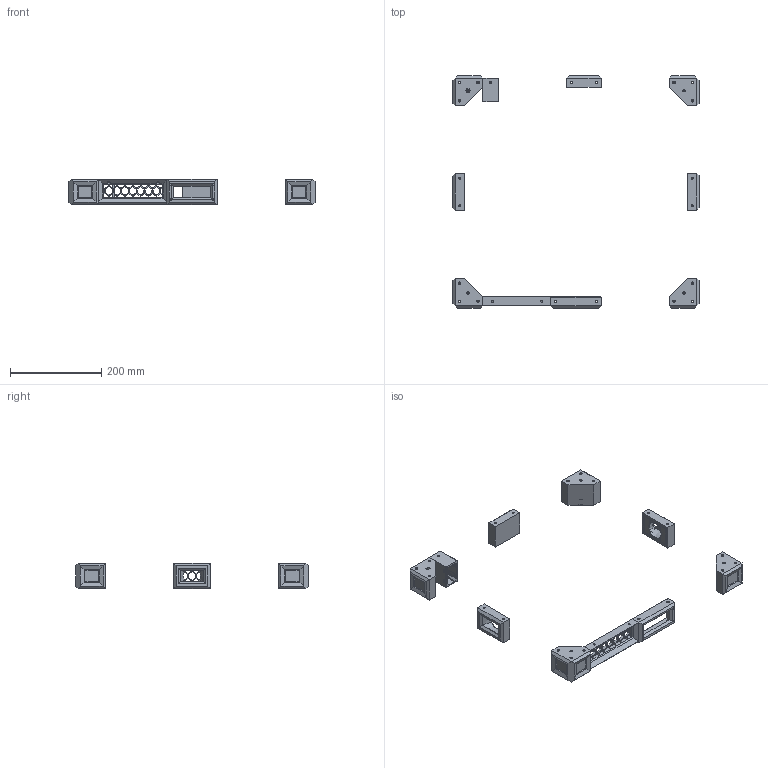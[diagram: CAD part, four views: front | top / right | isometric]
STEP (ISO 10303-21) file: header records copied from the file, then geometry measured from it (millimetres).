
FILE_DESCRIPTION(/* description */ (''),/* implementation_level */ '2;1');
FILE_NAME(/* name */ 'VZbot_Skirts v22.step',/* time_stamp */ '2022-09-14T11:46:38-07:00',/* author */ (''),/* organization */ (''),/* preprocessor_version */ 'ST-DEVELOPER v19',/* originating_system */ 'Autodesk Translation Framework v11.7.0.108',/* authorisation */ '');
FILE_SCHEMA (('AUTOMOTIVE_DESIGN { 1 0 10303 214 3 1 1 }'));
Products named in the file (8): VZbot_Skirts; Display_shroud; Foot 1; Skirt; Fan Duct; Power_Inlet_x1; Middle_Rear_Filler; Fan_Duct_v2
Assembly tree (8 placements, depth 2):
  VZbot_Skirts
    Fan Duct  x2
    Display_shroud
    Foot 1
    Skirt
    Power_Inlet_x1
    Middle_Rear_Filler
    Fan_Duct_v2
Bounding box: 540 x 510 x 55 mm (x, y, z)
Volume: 997923.3 mm3; surface area: 257168.5 mm2
Topology: 13 solids, 13 shells, 3053 faces, 5806 edges, 2787 vertices
Faces by surface type: plane 2913, cylinder 84, cone 44, bspline 12
Full cylindrical faces by diameter (mm): 3.25 x8, 4.25 x36, 4.5 x8, 5.746 x1, 6 x1, 8 x26, 30 x4
Entity records: 70149 total; most frequent: DIRECTION 11857, CARTESIAN_POINT 11739, ORIENTED_EDGE 11322, EDGE_CURVE 5661, LINE 5405, VECTOR 5405, AXIS2_PLACEMENT_3D 3226, EDGE_LOOP 3172
